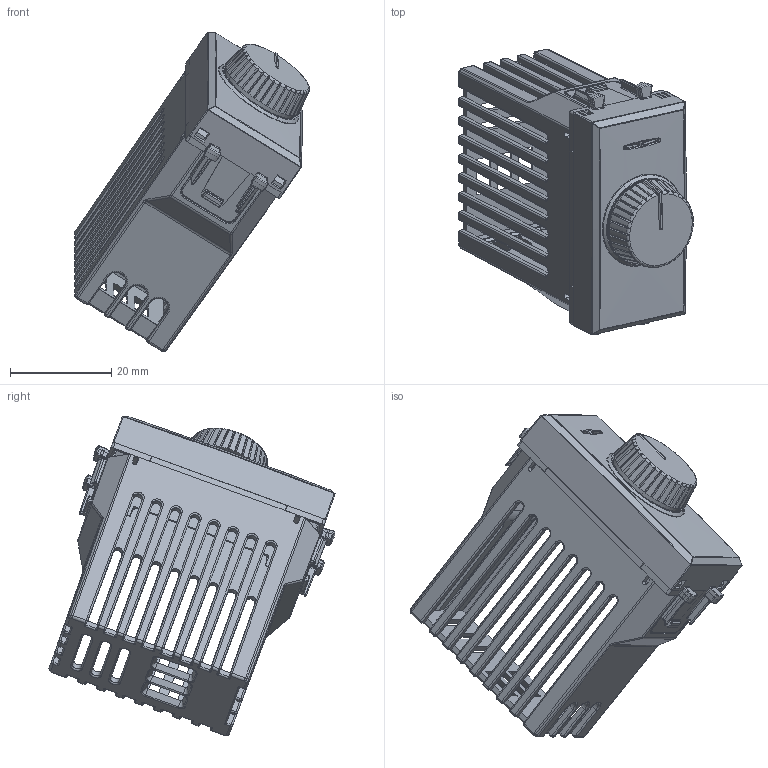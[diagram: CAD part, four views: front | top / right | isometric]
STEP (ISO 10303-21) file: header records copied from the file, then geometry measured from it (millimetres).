
FILE_DESCRIPTION(('CATIA V5 STEP Exchange'),'2;1');
FILE_NAME('442018.stp','2024-03-07T14:26:19+00:00',('none'),('none'),'CATIA Version 5-6 Release 2016 SP6','CATIA V5 STEP AP203','none');
FILE_SCHEMA(('CONFIG_CONTROL_DESIGN'));
Products named in the file (1): 442018
Assembly tree (4 placements, depth 2):
  442018
    #57
    #101
    #30545
    #58583
Bounding box: 46.45 x 56.61 x 63.22 mm (x, y, z)
Volume: 9613.9 mm3; surface area: 16418.6 mm2
Topology: 3 solids, 3 shells, 1612 faces, 4298 edges, 2480 vertices
Faces by surface type: cylinder 511, plane 502, bspline 361, cone 107, sphere 70, torus 53, extrusion 8
Entity records: 64155 total; most frequent: CARTESIAN_POINT 31403, ORIENTED_EDGE 8248, DIRECTION 4197, EDGE_CURVE 4124, VERTEX_POINT 2476, B_SPLINE_CURVE_WITH_KNOTS 1843, EDGE_LOOP 1642, VECTOR 1635
